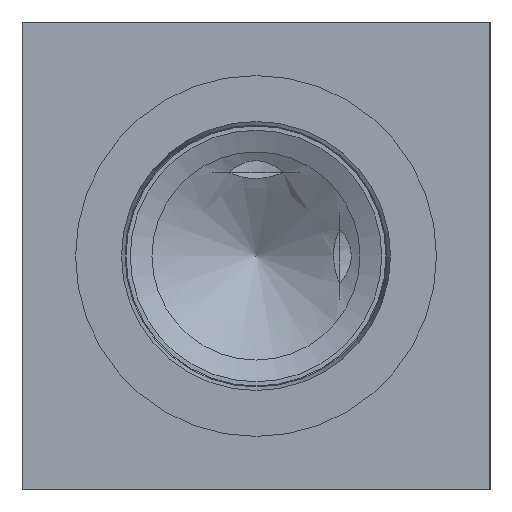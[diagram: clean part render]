
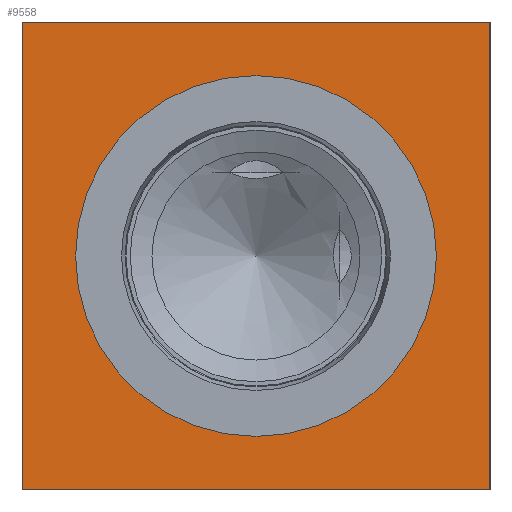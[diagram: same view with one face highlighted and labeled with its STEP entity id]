
A CAD part, left-side view. The second image highlights one B-rep face of the part: STEP entity #9558.
In plain terms, the highlighted planar face has unit normal (-1, 0, 0).
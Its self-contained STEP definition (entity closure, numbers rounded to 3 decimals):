
#448=CIRCLE('',#10245,44.069);
#449=CIRCLE('',#10246,44.069);
#525=FACE_BOUND('',#1933,.T.);
#1375=FACE_OUTER_BOUND('',#1932,.T.);
#1932=EDGE_LOOP('',(#8470,#8471,#8472,#8473));
#1933=EDGE_LOOP('',(#8474,#8475));
#2233=LINE('',#14731,#3037);
#2751=LINE('',#16790,#3555);
#2752=LINE('',#16791,#3556);
#2753=LINE('',#16792,#3557);
#3037=VECTOR('',#10683,10.);
#3555=VECTOR('',#12427,10.);
#3556=VECTOR('',#12428,10.);
#3557=VECTOR('',#12429,10.);
#3881=VERTEX_POINT('',#14724);
#3884=VERTEX_POINT('',#14729);
#4457=VERTEX_POINT('',#16759);
#4458=VERTEX_POINT('',#16760);
#4467=VERTEX_POINT('',#16788);
#4468=VERTEX_POINT('',#16789);
#4951=EDGE_CURVE('',#3884,#3881,#2233,.T.);
#5799=EDGE_CURVE('',#4457,#4458,#448,.T.);
#5800=EDGE_CURVE('',#4458,#4457,#449,.T.);
#5813=EDGE_CURVE('',#4467,#4468,#2751,.T.);
#5814=EDGE_CURVE('',#4468,#3881,#2752,.T.);
#5815=EDGE_CURVE('',#4467,#3884,#2753,.T.);
#8470=ORIENTED_EDGE('',*,*,#5813,.T.);
#8471=ORIENTED_EDGE('',*,*,#5814,.T.);
#8472=ORIENTED_EDGE('',*,*,#4951,.F.);
#8473=ORIENTED_EDGE('',*,*,#5815,.F.);
#8474=ORIENTED_EDGE('',*,*,#5799,.T.);
#8475=ORIENTED_EDGE('',*,*,#5800,.T.);
#8758=PLANE('',#10259);
#9558=ADVANCED_FACE('',(#1375,#525),#8758,.T.);
#10245=AXIS2_PLACEMENT_3D('',#16761,#12393,#12394);
#10246=AXIS2_PLACEMENT_3D('',#16762,#12395,#12396);
#10259=AXIS2_PLACEMENT_3D('',#16787,#12425,#12426);
#10683=DIRECTION('',(0.,-1.,0.));
#12393=DIRECTION('center_axis',(1.,0.,0.));
#12394=DIRECTION('ref_axis',(0.,0.,1.));
#12395=DIRECTION('center_axis',(1.,0.,0.));
#12396=DIRECTION('ref_axis',(0.,0.,1.));
#12425=DIRECTION('center_axis',(-1.,0.,0.));
#12426=DIRECTION('ref_axis',(0.,-1.,0.));
#12427=DIRECTION('',(0.,-1.,0.));
#12428=DIRECTION('',(0.,0.,1.));
#12429=DIRECTION('',(0.,0.,1.));
#14724=CARTESIAN_POINT('',(0.,0.,114.3));
#14729=CARTESIAN_POINT('',(0.,114.3,114.3));
#14731=CARTESIAN_POINT('',(0.,114.3,114.3));
#16759=CARTESIAN_POINT('',(0.,57.15,101.219));
#16760=CARTESIAN_POINT('',(0.,57.15,13.081));
#16761=CARTESIAN_POINT('Origin',(0.,57.15,57.15));
#16762=CARTESIAN_POINT('Origin',(0.,57.15,57.15));
#16787=CARTESIAN_POINT('Origin',(0.,114.3,0.));
#16788=CARTESIAN_POINT('',(0.,114.3,0.));
#16789=CARTESIAN_POINT('',(0.,0.,0.));
#16790=CARTESIAN_POINT('',(0.,114.3,0.));
#16791=CARTESIAN_POINT('',(0.,0.,0.));
#16792=CARTESIAN_POINT('',(0.,114.3,0.));
